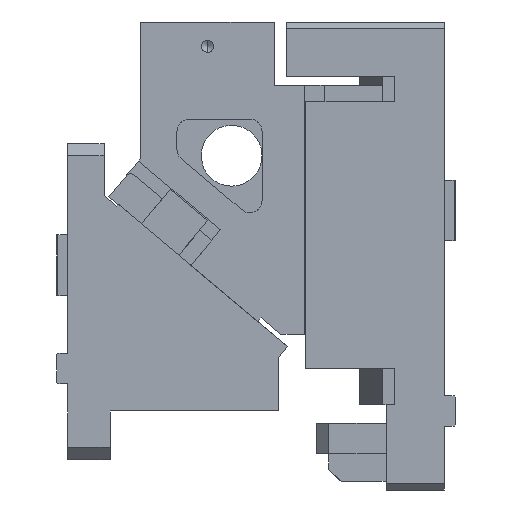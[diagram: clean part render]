
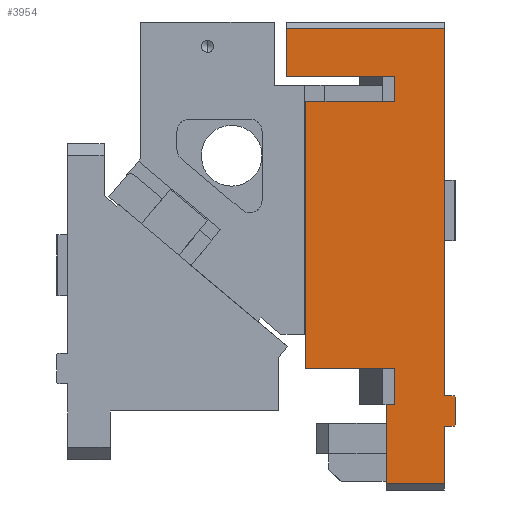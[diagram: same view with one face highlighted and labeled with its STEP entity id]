
A CAD part, left-side view. The second image highlights one B-rep face of the part: STEP entity #3954.
In plain terms, the highlighted planar face has unit normal (-1, 0, 0).
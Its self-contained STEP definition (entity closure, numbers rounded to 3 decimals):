
#132=CARTESIAN_POINT('Vertex',(-55.,-154.,-65.)) ;
#146=CARTESIAN_POINT('Vertex',(-55.,-81.,-65.)) ;
#149=CARTESIAN_POINT('Line Origine',(-55.,-117.5,-65.)) ;
#168=CARTESIAN_POINT('Line Origine',(-55.,-154.,-55.)) ;
#172=CARTESIAN_POINT('Vertex',(-55.,-154.,-45.)) ;
#193=CARTESIAN_POINT('Vertex',(-55.,-154.,-315.)) ;
#196=CARTESIAN_POINT('Line Origine',(-55.,-154.,-300.)) ;
#200=CARTESIAN_POINT('Vertex',(-55.,-154.,-285.)) ;
#224=CARTESIAN_POINT('Line Origine',(-55.,-117.5,-285.)) ;
#228=CARTESIAN_POINT('Vertex',(-55.,-81.,-285.)) ;
#274=CARTESIAN_POINT('Line Origine',(-55.,-81.,-175.)) ;
#319=CARTESIAN_POINT('Line Origine',(-55.,-109.5,-45.)) ;
#323=CARTESIAN_POINT('Vertex',(-55.,-65.,-45.)) ;
#402=CARTESIAN_POINT('Line Origine',(-55.,-150.5,-315.)) ;
#406=CARTESIAN_POINT('Vertex',(-55.,-147.,-315.)) ;
#432=CARTESIAN_POINT('Vertex',(-55.,-147.,-380.)) ;
#435=CARTESIAN_POINT('Line Origine',(-55.,-147.,-347.5)) ;
#746=CARTESIAN_POINT('Vertex',(-55.,-195.,-380.)) ;
#749=CARTESIAN_POINT('Line Origine',(-55.,-171.,-380.)) ;
#800=CARTESIAN_POINT('Vertex',(-55.,-195.,-332.5)) ;
#803=CARTESIAN_POINT('Line Origine',(-55.,-195.,-356.25)) ;
#1022=CARTESIAN_POINT('Vertex',(-55.,-195.,-5.)) ;
#1025=CARTESIAN_POINT('Line Origine',(-55.,-195.,-156.25)) ;
#1029=CARTESIAN_POINT('Vertex',(-55.,-195.,-307.5)) ;
#1402=CARTESIAN_POINT('Vertex',(-55.,-65.,-5.)) ;
#1405=CARTESIAN_POINT('Line Origine',(-55.,-130.,-5.)) ;
#1422=CARTESIAN_POINT('Line Origine',(-55.,-65.,-25.)) ;
#3685=CARTESIAN_POINT('Line Origine',(-55.,-199.,-307.5)) ;
#3689=CARTESIAN_POINT('Vertex',(-55.,-203.,-307.5)) ;
#3715=CARTESIAN_POINT('Vertex',(-55.,-204.,-308.5)) ;
#3723=CARTESIAN_POINT('Line Origine',(-55.,-203.5,-308.)) ;
#3851=CARTESIAN_POINT('Line Origine',(-55.,-199.,-332.5)) ;
#3855=CARTESIAN_POINT('Vertex',(-55.,-203.,-332.5)) ;
#3884=CARTESIAN_POINT('Line Origine',(-55.,-204.,-320.)) ;
#3888=CARTESIAN_POINT('Vertex',(-55.,-204.,-331.5)) ;
#3924=CARTESIAN_POINT('Axis2P3D Location',(-55.,-94.5,-330.)) ;
#3929=CARTESIAN_POINT('Line Origine',(-55.,-203.5,-332.)) ;
#150=DIRECTION('Vector Direction',(0.,1.,0.)) ;
#169=DIRECTION('Vector Direction',(0.,0.,1.)) ;
#197=DIRECTION('Vector Direction',(0.,0.,1.)) ;
#225=DIRECTION('Vector Direction',(0.,1.,0.)) ;
#275=DIRECTION('Vector Direction',(0.,0.,-1.)) ;
#320=DIRECTION('Vector Direction',(0.,-1.,0.)) ;
#403=DIRECTION('Vector Direction',(0.,-1.,0.)) ;
#436=DIRECTION('Vector Direction',(0.,0.,1.)) ;
#750=DIRECTION('Vector Direction',(0.,-1.,0.)) ;
#804=DIRECTION('Vector Direction',(0.,0.,-1.)) ;
#1026=DIRECTION('Vector Direction',(0.,0.,-1.)) ;
#1406=DIRECTION('Vector Direction',(0.,1.,0.)) ;
#1423=DIRECTION('Vector Direction',(0.,0.,1.)) ;
#3686=DIRECTION('Vector Direction',(0.,-1.,0.)) ;
#3724=DIRECTION('Vector Direction',(0.,-0.707,-0.707)) ;
#3852=DIRECTION('Vector Direction',(0.,-1.,0.)) ;
#3885=DIRECTION('Vector Direction',(0.,0.,-1.)) ;
#3925=DIRECTION('Axis2P3D Direction',(-1.,0.,0.)) ;
#3926=DIRECTION('Axis2P3D XDirection',(0.,0.,1.)) ;
#3930=DIRECTION('Vector Direction',(0.,0.707,-0.707)) ;
#3927=AXIS2_PLACEMENT_3D('Plane Axis2P3D',#3924,#3925,#3926) ;
#3935=ORIENTED_EDGE('',*,*,#3890,.F.) ;
#3936=ORIENTED_EDGE('',*,*,#3727,.F.) ;
#3937=ORIENTED_EDGE('',*,*,#3691,.F.) ;
#3938=ORIENTED_EDGE('',*,*,#1031,.F.) ;
#3939=ORIENTED_EDGE('',*,*,#1409,.T.) ;
#3940=ORIENTED_EDGE('',*,*,#1426,.F.) ;
#3941=ORIENTED_EDGE('',*,*,#325,.T.) ;
#3942=ORIENTED_EDGE('',*,*,#174,.F.) ;
#3943=ORIENTED_EDGE('',*,*,#153,.T.) ;
#3944=ORIENTED_EDGE('',*,*,#278,.T.) ;
#3945=ORIENTED_EDGE('',*,*,#230,.F.) ;
#3946=ORIENTED_EDGE('',*,*,#202,.F.) ;
#3947=ORIENTED_EDGE('',*,*,#408,.F.) ;
#3948=ORIENTED_EDGE('',*,*,#439,.F.) ;
#3949=ORIENTED_EDGE('',*,*,#753,.T.) ;
#3950=ORIENTED_EDGE('',*,*,#807,.F.) ;
#3951=ORIENTED_EDGE('',*,*,#3857,.T.) ;
#3952=ORIENTED_EDGE('',*,*,#3933,.F.) ;
#151=VECTOR('Line Direction',#150,1.) ;
#170=VECTOR('Line Direction',#169,1.) ;
#198=VECTOR('Line Direction',#197,1.) ;
#226=VECTOR('Line Direction',#225,1.) ;
#276=VECTOR('Line Direction',#275,1.) ;
#321=VECTOR('Line Direction',#320,1.) ;
#404=VECTOR('Line Direction',#403,1.) ;
#437=VECTOR('Line Direction',#436,1.) ;
#751=VECTOR('Line Direction',#750,1.) ;
#805=VECTOR('Line Direction',#804,1.) ;
#1027=VECTOR('Line Direction',#1026,1.) ;
#1407=VECTOR('Line Direction',#1406,1.) ;
#1424=VECTOR('Line Direction',#1423,1.) ;
#3687=VECTOR('Line Direction',#3686,1.) ;
#3725=VECTOR('Line Direction',#3724,1.) ;
#3853=VECTOR('Line Direction',#3852,1.) ;
#3886=VECTOR('Line Direction',#3885,1.) ;
#3931=VECTOR('Line Direction',#3930,1.) ;
#3954=ADVANCED_FACE('CAM HOLDER',(#3953),#3928,.T.) ;
#153=EDGE_CURVE('',#133,#147,#152,.T.) ;
#174=EDGE_CURVE('',#133,#173,#171,.T.) ;
#202=EDGE_CURVE('',#194,#201,#199,.T.) ;
#230=EDGE_CURVE('',#201,#229,#227,.T.) ;
#278=EDGE_CURVE('',#147,#229,#277,.T.) ;
#325=EDGE_CURVE('',#324,#173,#322,.T.) ;
#408=EDGE_CURVE('',#407,#194,#405,.T.) ;
#439=EDGE_CURVE('',#433,#407,#438,.T.) ;
#753=EDGE_CURVE('',#433,#747,#752,.T.) ;
#807=EDGE_CURVE('',#801,#747,#806,.T.) ;
#1031=EDGE_CURVE('',#1023,#1030,#1028,.T.) ;
#1409=EDGE_CURVE('',#1023,#1403,#1408,.T.) ;
#1426=EDGE_CURVE('',#324,#1403,#1425,.T.) ;
#3691=EDGE_CURVE('',#1030,#3690,#3688,.T.) ;
#3727=EDGE_CURVE('',#3690,#3716,#3726,.T.) ;
#3857=EDGE_CURVE('',#801,#3856,#3854,.T.) ;
#3890=EDGE_CURVE('',#3716,#3889,#3887,.T.) ;
#3933=EDGE_CURVE('',#3889,#3856,#3932,.T.) ;
#3934=EDGE_LOOP('',(#3935,#3936,#3937,#3938,#3939,#3940,#3941,#3942,#3943,#3944,#3945,#3946,#3947,#3948,#3949,#3950,#3951,#3952)) ;
#3953=FACE_OUTER_BOUND('',#3934,.T.) ;
#152=LINE('Line',#149,#151) ;
#171=LINE('Line',#168,#170) ;
#199=LINE('Line',#196,#198) ;
#227=LINE('Line',#224,#226) ;
#277=LINE('Line',#274,#276) ;
#322=LINE('Line',#319,#321) ;
#405=LINE('Line',#402,#404) ;
#438=LINE('Line',#435,#437) ;
#752=LINE('Line',#749,#751) ;
#806=LINE('Line',#803,#805) ;
#1028=LINE('Line',#1025,#1027) ;
#1408=LINE('Line',#1405,#1407) ;
#1425=LINE('Line',#1422,#1424) ;
#3688=LINE('Line',#3685,#3687) ;
#3726=LINE('Line',#3723,#3725) ;
#3854=LINE('Line',#3851,#3853) ;
#3887=LINE('Line',#3884,#3886) ;
#3932=LINE('Line',#3929,#3931) ;
#3928=PLANE('Plane',#3927) ;
#133=VERTEX_POINT('',#132) ;
#147=VERTEX_POINT('',#146) ;
#173=VERTEX_POINT('',#172) ;
#194=VERTEX_POINT('',#193) ;
#201=VERTEX_POINT('',#200) ;
#229=VERTEX_POINT('',#228) ;
#324=VERTEX_POINT('',#323) ;
#407=VERTEX_POINT('',#406) ;
#433=VERTEX_POINT('',#432) ;
#747=VERTEX_POINT('',#746) ;
#801=VERTEX_POINT('',#800) ;
#1023=VERTEX_POINT('',#1022) ;
#1030=VERTEX_POINT('',#1029) ;
#1403=VERTEX_POINT('',#1402) ;
#3690=VERTEX_POINT('',#3689) ;
#3716=VERTEX_POINT('',#3715) ;
#3856=VERTEX_POINT('',#3855) ;
#3889=VERTEX_POINT('',#3888) ;
